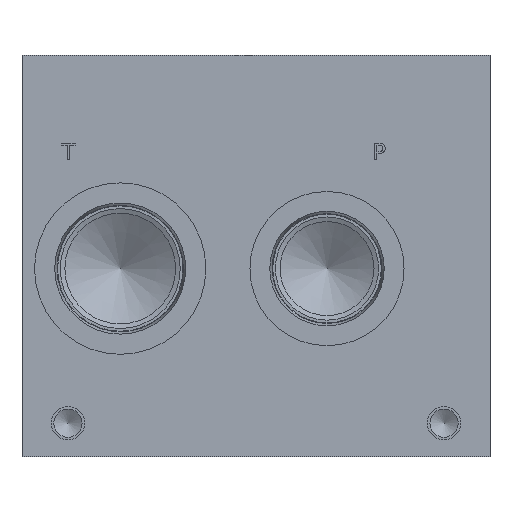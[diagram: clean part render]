
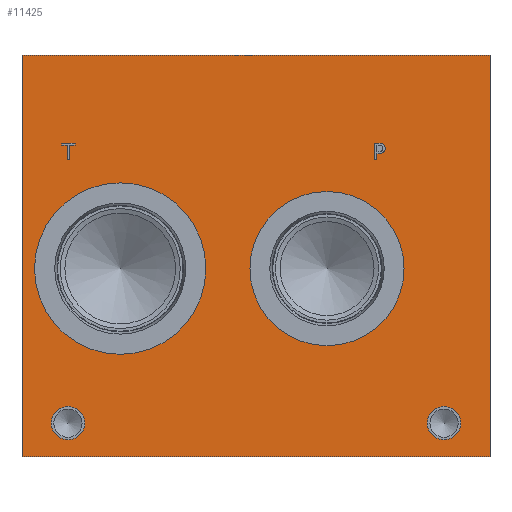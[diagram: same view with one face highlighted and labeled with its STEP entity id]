
A CAD part, left-side view. The second image highlights one B-rep face of the part: STEP entity #11425.
In plain terms, the highlighted planar face has unit normal (-1, 0, 0).
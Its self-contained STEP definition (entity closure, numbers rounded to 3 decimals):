
#150=CIRCLE('',#12051,32.563);
#151=CIRCLE('',#12052,32.563);
#152=CIRCLE('',#12053,29.286);
#153=CIRCLE('',#12054,29.286);
#154=CIRCLE('',#12055,6.35);
#155=CIRCLE('',#12056,6.35);
#156=CIRCLE('',#12057,6.35);
#157=CIRCLE('',#12058,6.35);
#427=FACE_BOUND('',#1536,.T.);
#428=FACE_BOUND('',#1537,.T.);
#429=FACE_BOUND('',#1538,.T.);
#430=FACE_BOUND('',#1539,.T.);
#431=FACE_BOUND('',#1540,.T.);
#432=FACE_BOUND('',#1541,.T.);
#545=PLANE('',#12050);
#908=FACE_OUTER_BOUND('',#1535,.T.);
#1535=EDGE_LOOP('',(#7704,#7705,#7706,#7707));
#1536=EDGE_LOOP('',(#7708,#7709));
#1537=EDGE_LOOP('',(#7710,#7711));
#1538=EDGE_LOOP('',(#7712,#7713));
#1539=EDGE_LOOP('',(#7714,#7715));
#1540=EDGE_LOOP('',(#7716,#7717,#7718,#7719,#7720,#7721,#7722,#7723));
#1541=EDGE_LOOP('',(#7724,#7725,#7726,#7727,#7728,#7729,#7730,#7731,#7732));
#2276=LINE('',#15779,#3370);
#2279=LINE('',#15785,#3373);
#2282=LINE('',#15791,#3376);
#2285=LINE('',#15797,#3379);
#2288=LINE('',#15803,#3382);
#2292=LINE('',#15846,#3386);
#2293=LINE('',#15848,#3387);
#2294=LINE('',#15850,#3388);
#2295=LINE('',#15851,#3389);
#2296=LINE('',#15870,#3390);
#2297=LINE('',#15872,#3391);
#2298=LINE('',#15874,#3392);
#2299=LINE('',#15876,#3393);
#2300=LINE('',#15878,#3394);
#2301=LINE('',#15880,#3395);
#2302=LINE('',#15882,#3396);
#2303=LINE('',#15883,#3397);
#3370=VECTOR('',#12906,10.);
#3373=VECTOR('',#12911,10.);
#3376=VECTOR('',#12916,10.);
#3379=VECTOR('',#12921,10.);
#3382=VECTOR('',#12926,10.);
#3386=VECTOR('',#12934,10.);
#3387=VECTOR('',#12935,10.);
#3388=VECTOR('',#12936,10.);
#3389=VECTOR('',#12937,10.);
#3390=VECTOR('',#12954,10.);
#3391=VECTOR('',#12955,10.);
#3392=VECTOR('',#12956,10.);
#3393=VECTOR('',#12957,10.);
#3394=VECTOR('',#12958,10.);
#3395=VECTOR('',#12959,10.);
#3396=VECTOR('',#12960,10.);
#3397=VECTOR('',#12961,10.);
#4412=B_SPLINE_CURVE_WITH_KNOTS('',2,(#15746,#15747,#15748,#15749),
 .UNSPECIFIED.,.F.,.F.,(3,1,3),(0.,1.,2.),.UNSPECIFIED.);
#4414=B_SPLINE_CURVE_WITH_KNOTS('',2,(#15767,#15768,#15769,#15770),
 .UNSPECIFIED.,.F.,.F.,(3,1,3),(0.,1.,2.),.UNSPECIFIED.);
#4416=B_SPLINE_CURVE_WITH_KNOTS('',2,(#15816,#15817,#15818,#15819),
 .UNSPECIFIED.,.F.,.F.,(3,1,3),(0.,1.,2.),.UNSPECIFIED.);
#4418=B_SPLINE_CURVE_WITH_KNOTS('',2,(#15834,#15835,#15836,#15837),
 .UNSPECIFIED.,.F.,.F.,(3,1,3),(0.,1.,2.),.UNSPECIFIED.);
#4750=VERTEX_POINT('',#15744);
#4751=VERTEX_POINT('',#15745);
#4754=VERTEX_POINT('',#15766);
#4756=VERTEX_POINT('',#15778);
#4758=VERTEX_POINT('',#15784);
#4760=VERTEX_POINT('',#15790);
#4762=VERTEX_POINT('',#15796);
#4764=VERTEX_POINT('',#15802);
#4766=VERTEX_POINT('',#15815);
#4768=VERTEX_POINT('',#15844);
#4769=VERTEX_POINT('',#15845);
#4770=VERTEX_POINT('',#15847);
#4771=VERTEX_POINT('',#15849);
#4772=VERTEX_POINT('',#15852);
#4773=VERTEX_POINT('',#15853);
#4774=VERTEX_POINT('',#15856);
#4775=VERTEX_POINT('',#15857);
#4776=VERTEX_POINT('',#15860);
#4777=VERTEX_POINT('',#15861);
#4778=VERTEX_POINT('',#15864);
#4779=VERTEX_POINT('',#15865);
#4780=VERTEX_POINT('',#15868);
#4781=VERTEX_POINT('',#15869);
#4782=VERTEX_POINT('',#15871);
#4783=VERTEX_POINT('',#15873);
#4784=VERTEX_POINT('',#15875);
#4785=VERTEX_POINT('',#15877);
#4786=VERTEX_POINT('',#15879);
#4787=VERTEX_POINT('',#15881);
#5921=EDGE_CURVE('',#4750,#4751,#4412,.T.);
#5925=EDGE_CURVE('',#4754,#4750,#4414,.T.);
#5928=EDGE_CURVE('',#4756,#4754,#2276,.T.);
#5931=EDGE_CURVE('',#4758,#4756,#2279,.T.);
#5934=EDGE_CURVE('',#4760,#4758,#2282,.T.);
#5937=EDGE_CURVE('',#4762,#4760,#2285,.T.);
#5940=EDGE_CURVE('',#4764,#4762,#2288,.T.);
#5943=EDGE_CURVE('',#4766,#4764,#4416,.T.);
#5946=EDGE_CURVE('',#4751,#4766,#4418,.T.);
#5948=EDGE_CURVE('',#4768,#4769,#2292,.T.);
#5949=EDGE_CURVE('',#4769,#4770,#2293,.T.);
#5950=EDGE_CURVE('',#4771,#4770,#2294,.T.);
#5951=EDGE_CURVE('',#4768,#4771,#2295,.T.);
#5952=EDGE_CURVE('',#4772,#4773,#150,.T.);
#5953=EDGE_CURVE('',#4773,#4772,#151,.T.);
#5954=EDGE_CURVE('',#4774,#4775,#152,.T.);
#5955=EDGE_CURVE('',#4775,#4774,#153,.T.);
#5956=EDGE_CURVE('',#4776,#4777,#154,.T.);
#5957=EDGE_CURVE('',#4777,#4776,#155,.T.);
#5958=EDGE_CURVE('',#4778,#4779,#156,.T.);
#5959=EDGE_CURVE('',#4779,#4778,#157,.T.);
#5960=EDGE_CURVE('',#4780,#4781,#2296,.T.);
#5961=EDGE_CURVE('',#4781,#4782,#2297,.T.);
#5962=EDGE_CURVE('',#4782,#4783,#2298,.T.);
#5963=EDGE_CURVE('',#4783,#4784,#2299,.T.);
#5964=EDGE_CURVE('',#4784,#4785,#2300,.T.);
#5965=EDGE_CURVE('',#4785,#4786,#2301,.T.);
#5966=EDGE_CURVE('',#4786,#4787,#2302,.T.);
#5967=EDGE_CURVE('',#4787,#4780,#2303,.T.);
#7704=ORIENTED_EDGE('',*,*,#5948,.T.);
#7705=ORIENTED_EDGE('',*,*,#5949,.T.);
#7706=ORIENTED_EDGE('',*,*,#5950,.F.);
#7707=ORIENTED_EDGE('',*,*,#5951,.F.);
#7708=ORIENTED_EDGE('',*,*,#5952,.T.);
#7709=ORIENTED_EDGE('',*,*,#5953,.T.);
#7710=ORIENTED_EDGE('',*,*,#5954,.T.);
#7711=ORIENTED_EDGE('',*,*,#5955,.T.);
#7712=ORIENTED_EDGE('',*,*,#5956,.T.);
#7713=ORIENTED_EDGE('',*,*,#5957,.T.);
#7714=ORIENTED_EDGE('',*,*,#5958,.T.);
#7715=ORIENTED_EDGE('',*,*,#5959,.T.);
#7716=ORIENTED_EDGE('',*,*,#5960,.T.);
#7717=ORIENTED_EDGE('',*,*,#5961,.T.);
#7718=ORIENTED_EDGE('',*,*,#5962,.T.);
#7719=ORIENTED_EDGE('',*,*,#5963,.T.);
#7720=ORIENTED_EDGE('',*,*,#5964,.T.);
#7721=ORIENTED_EDGE('',*,*,#5965,.T.);
#7722=ORIENTED_EDGE('',*,*,#5966,.T.);
#7723=ORIENTED_EDGE('',*,*,#5967,.T.);
#7724=ORIENTED_EDGE('',*,*,#5921,.T.);
#7725=ORIENTED_EDGE('',*,*,#5946,.T.);
#7726=ORIENTED_EDGE('',*,*,#5943,.T.);
#7727=ORIENTED_EDGE('',*,*,#5940,.T.);
#7728=ORIENTED_EDGE('',*,*,#5937,.T.);
#7729=ORIENTED_EDGE('',*,*,#5934,.T.);
#7730=ORIENTED_EDGE('',*,*,#5931,.T.);
#7731=ORIENTED_EDGE('',*,*,#5928,.T.);
#7732=ORIENTED_EDGE('',*,*,#5925,.T.);
#11425=ADVANCED_FACE('',(#908,#427,#428,#429,#430,#431,#432),#545,.T.);
#12050=AXIS2_PLACEMENT_3D('',#15843,#12932,#12933);
#12051=AXIS2_PLACEMENT_3D('',#15854,#12938,#12939);
#12052=AXIS2_PLACEMENT_3D('',#15855,#12940,#12941);
#12053=AXIS2_PLACEMENT_3D('',#15858,#12942,#12943);
#12054=AXIS2_PLACEMENT_3D('',#15859,#12944,#12945);
#12055=AXIS2_PLACEMENT_3D('',#15862,#12946,#12947);
#12056=AXIS2_PLACEMENT_3D('',#15863,#12948,#12949);
#12057=AXIS2_PLACEMENT_3D('',#15866,#12950,#12951);
#12058=AXIS2_PLACEMENT_3D('',#15867,#12952,#12953);
#12906=DIRECTION('',(0.,-1.,0.));
#12911=DIRECTION('',(0.,0.,1.));
#12916=DIRECTION('',(0.,1.,0.));
#12921=DIRECTION('',(0.,0.,-1.));
#12926=DIRECTION('',(0.,1.,0.));
#12932=DIRECTION('center_axis',(-1.,0.,0.));
#12933=DIRECTION('ref_axis',(0.,-1.,0.));
#12934=DIRECTION('',(0.,-1.,0.));
#12935=DIRECTION('',(0.,0.,1.));
#12936=DIRECTION('',(0.,-1.,0.));
#12937=DIRECTION('',(0.,0.,1.));
#12938=DIRECTION('center_axis',(1.,0.,0.));
#12939=DIRECTION('ref_axis',(0.,0.,1.));
#12940=DIRECTION('center_axis',(1.,0.,0.));
#12941=DIRECTION('ref_axis',(0.,0.,1.));
#12942=DIRECTION('center_axis',(1.,0.,0.));
#12943=DIRECTION('ref_axis',(0.,0.,1.));
#12944=DIRECTION('center_axis',(1.,0.,0.));
#12945=DIRECTION('ref_axis',(0.,0.,1.));
#12946=DIRECTION('center_axis',(1.,0.,0.));
#12947=DIRECTION('ref_axis',(0.,1.,0.));
#12948=DIRECTION('center_axis',(1.,0.,0.));
#12949=DIRECTION('ref_axis',(0.,1.,0.));
#12950=DIRECTION('center_axis',(1.,0.,0.));
#12951=DIRECTION('ref_axis',(0.,1.,0.));
#12952=DIRECTION('center_axis',(1.,0.,0.));
#12953=DIRECTION('ref_axis',(0.,1.,0.));
#12954=DIRECTION('',(0.,1.,0.));
#12955=DIRECTION('',(0.,0.,1.));
#12956=DIRECTION('',(0.,1.,0.));
#12957=DIRECTION('',(0.,0.,1.));
#12958=DIRECTION('',(0.,-1.,0.));
#12959=DIRECTION('',(0.,0.,-1.));
#12960=DIRECTION('',(0.,1.,0.));
#12961=DIRECTION('',(0.,0.,-1.));
#15744=CARTESIAN_POINT('',(0.,40.549,118.666));
#15745=CARTESIAN_POINT('',(0.,39.793,117.148));
#15746=CARTESIAN_POINT('Ctrl Pts',(0.,40.549,118.666));
#15747=CARTESIAN_POINT('Ctrl Pts',(0.,40.194,118.424));
#15748=CARTESIAN_POINT('Ctrl Pts',(0.,39.793,117.678));
#15749=CARTESIAN_POINT('Ctrl Pts',(0.,39.793,117.148));
#15766=CARTESIAN_POINT('',(0.,42.212,119.062));
#15767=CARTESIAN_POINT('Ctrl Pts',(0.,42.212,119.062));
#15768=CARTESIAN_POINT('Ctrl Pts',(0.,41.646,119.062));
#15769=CARTESIAN_POINT('Ctrl Pts',(0.,40.853,118.877));
#15770=CARTESIAN_POINT('Ctrl Pts',(0.,40.549,118.666));
#15778=CARTESIAN_POINT('',(0.,43.807,119.062));
#15779=CARTESIAN_POINT('',(0.,110.803,119.062));
#15784=CARTESIAN_POINT('',(0.,43.807,112.713));
#15785=CARTESIAN_POINT('',(0.,43.807,56.356));
#15790=CARTESIAN_POINT('',(0.,42.963,112.713));
#15791=CARTESIAN_POINT('',(0.,110.381,112.713));
#15796=CARTESIAN_POINT('',(0.,42.963,115.08));
#15797=CARTESIAN_POINT('',(0.,42.963,57.54));
#15802=CARTESIAN_POINT('',(0.,42.248,115.08));
#15803=CARTESIAN_POINT('',(0.,110.024,115.08));
#15815=CARTESIAN_POINT('',(0.,40.349,115.738));
#15816=CARTESIAN_POINT('Ctrl Pts',(0.,40.349,115.738));
#15817=CARTESIAN_POINT('Ctrl Pts',(0.,40.678,115.414));
#15818=CARTESIAN_POINT('Ctrl Pts',(0.,41.568,115.08));
#15819=CARTESIAN_POINT('Ctrl Pts',(0.,42.248,115.08));
#15834=CARTESIAN_POINT('Ctrl Pts',(0.,39.793,117.148));
#15835=CARTESIAN_POINT('Ctrl Pts',(0.,39.793,116.737));
#15836=CARTESIAN_POINT('Ctrl Pts',(0.,40.086,115.996));
#15837=CARTESIAN_POINT('Ctrl Pts',(0.,40.349,115.738));
#15843=CARTESIAN_POINT('Origin',(0.,177.8,0.));
#15844=CARTESIAN_POINT('',(0.,177.8,0.));
#15845=CARTESIAN_POINT('',(0.,0.,0.));
#15846=CARTESIAN_POINT('',(0.,177.8,0.));
#15847=CARTESIAN_POINT('',(0.,0.,152.4));
#15848=CARTESIAN_POINT('',(0.,0.,0.));
#15849=CARTESIAN_POINT('',(0.,177.8,152.4));
#15850=CARTESIAN_POINT('',(0.,177.8,152.4));
#15851=CARTESIAN_POINT('',(0.,177.8,0.));
#15852=CARTESIAN_POINT('',(0.,140.487,103.988));
#15853=CARTESIAN_POINT('',(0.,140.487,38.862));
#15854=CARTESIAN_POINT('Origin',(0.,140.487,71.425));
#15855=CARTESIAN_POINT('Origin',(0.,140.487,71.425));
#15856=CARTESIAN_POINT('',(0.,61.925,100.711));
#15857=CARTESIAN_POINT('',(0.,61.925,42.139));
#15858=CARTESIAN_POINT('Origin',(0.,61.925,71.425));
#15859=CARTESIAN_POINT('Origin',(0.,61.925,71.425));
#15860=CARTESIAN_POINT('',(0.,166.675,12.7));
#15861=CARTESIAN_POINT('',(0.,153.975,12.7));
#15862=CARTESIAN_POINT('Origin',(0.,160.325,12.7));
#15863=CARTESIAN_POINT('Origin',(0.,160.325,12.7));
#15864=CARTESIAN_POINT('',(0.,23.825,12.7));
#15865=CARTESIAN_POINT('',(0.,11.125,12.7));
#15866=CARTESIAN_POINT('Origin',(0.,17.475,12.7));
#15867=CARTESIAN_POINT('Origin',(0.,17.475,12.7));
#15868=CARTESIAN_POINT('',(0.,159.75,112.713));
#15869=CARTESIAN_POINT('',(0.,160.594,112.713));
#15870=CARTESIAN_POINT('',(0.,168.775,112.713));
#15871=CARTESIAN_POINT('',(0.,160.594,118.311));
#15872=CARTESIAN_POINT('',(0.,160.594,56.356));
#15873=CARTESIAN_POINT('',(0.,162.724,118.311));
#15874=CARTESIAN_POINT('',(0.,169.197,118.311));
#15875=CARTESIAN_POINT('',(0.,162.724,119.062));
#15876=CARTESIAN_POINT('',(0.,162.724,59.156));
#15877=CARTESIAN_POINT('',(0.,157.619,119.062));
#15878=CARTESIAN_POINT('',(0.,170.262,119.062));
#15879=CARTESIAN_POINT('',(0.,157.619,118.311));
#15880=CARTESIAN_POINT('',(0.,157.619,59.531));
#15881=CARTESIAN_POINT('',(0.,159.75,118.311));
#15882=CARTESIAN_POINT('',(0.,167.71,118.311));
#15883=CARTESIAN_POINT('',(0.,159.75,59.156));
